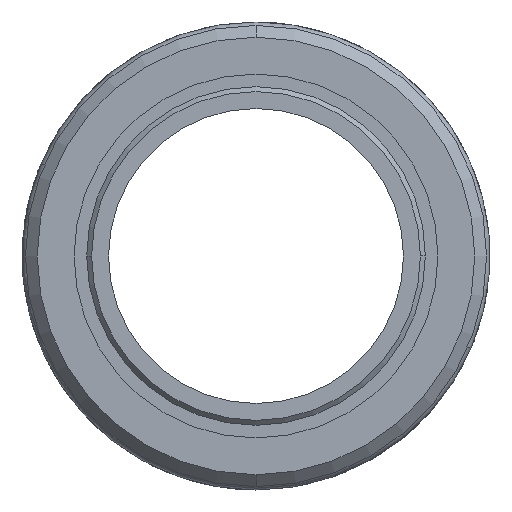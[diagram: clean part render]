
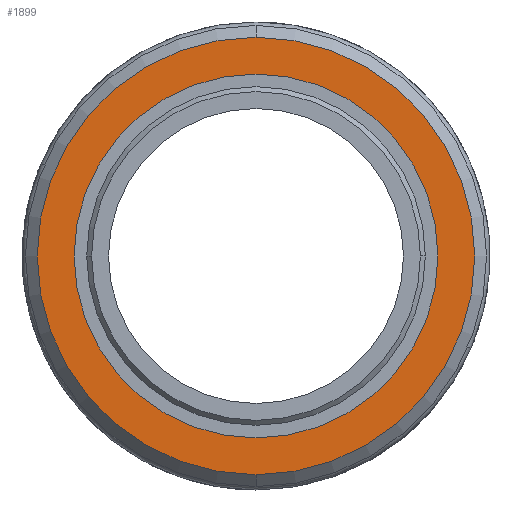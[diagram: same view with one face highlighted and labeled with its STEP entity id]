
A CAD part, front view. The second image highlights one B-rep face of the part: STEP entity #1899.
In plain terms, the highlighted planar face has unit normal (0, -1, 0).
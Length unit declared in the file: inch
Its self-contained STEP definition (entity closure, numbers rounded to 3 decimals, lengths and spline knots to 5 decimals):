
#16 = ORIENTED_EDGE ( 'NONE', *, *, #1483, .T. ) ;
#42 = CARTESIAN_POINT ( 'NONE',  ( 0., -1.5, 1.113 ) ) ;
#107 = CARTESIAN_POINT ( 'NONE',  ( 0., -1.5, -0.9255 ) ) ;
#125 = CIRCLE ( 'NONE', #392, 1.113 ) ;
#137 = DIRECTION ( 'NONE',  ( 0., 0., -1. ) ) ;
#154 = CIRCLE ( 'NONE', #186, 0.9255 ) ;
#164 = CARTESIAN_POINT ( 'NONE',  ( 0., -1.5, 0. ) ) ;
#186 = AXIS2_PLACEMENT_3D ( 'NONE', #164, #1482, #357 ) ;
#357 = DIRECTION ( 'NONE',  ( 0., 0., -1. ) ) ;
#392 = AXIS2_PLACEMENT_3D ( 'NONE', #2410, #1282, #137 ) ;
#421 = CARTESIAN_POINT ( 'NONE',  ( 0., -1.5, 0.9255 ) ) ;
#484 = DIRECTION ( 'NONE',  ( 0., 0., -1. ) ) ;
#687 = VERTEX_POINT ( 'NONE', #107 ) ;
#715 = ORIENTED_EDGE ( 'NONE', *, *, #2333, .F. ) ;
#724 = AXIS2_PLACEMENT_3D ( 'NONE', #791, #2104, #970 ) ;
#791 = CARTESIAN_POINT ( 'NONE',  ( 0., -1.5, 0. ) ) ;
#802 = ORIENTED_EDGE ( 'NONE', *, *, #2290, .F. ) ;
#970 = DIRECTION ( 'NONE',  ( 0., 0., -1. ) ) ;
#1015 = EDGE_LOOP ( 'NONE', ( #16, #1682 ) ) ;
#1100 = DIRECTION ( 'NONE',  ( 0., -1., 0. ) ) ;
#1251 = PLANE ( 'NONE',  #1916 ) ;
#1282 = DIRECTION ( 'NONE',  ( 0., -1., 0. ) ) ;
#1310 = CARTESIAN_POINT ( 'NONE',  ( 0., -1.5, -1.113 ) ) ;
#1482 = DIRECTION ( 'NONE',  ( 0., -1., 0. ) ) ;
#1483 = EDGE_CURVE ( 'NONE', #2068, #2362, #2177, .T. ) ;
#1606 = VERTEX_POINT ( 'NONE', #421 ) ;
#1618 = DIRECTION ( 'NONE',  ( 0., -1., 0. ) ) ;
#1682 = ORIENTED_EDGE ( 'NONE', *, *, #1822, .T. ) ;
#1717 = CIRCLE ( 'NONE', #1750, 0.9255 ) ;
#1750 = AXIS2_PLACEMENT_3D ( 'NONE', #2236, #1100, #2428 ) ;
#1822 = EDGE_CURVE ( 'NONE', #2362, #2068, #125, .T. ) ;
#1899 = ADVANCED_FACE ( 'NONE', ( #2457, #1943 ), #1251, .T. ) ;
#1916 = AXIS2_PLACEMENT_3D ( 'NONE', #2197, #1618, #484 ) ;
#1943 = FACE_BOUND ( 'NONE', #2007, .T. ) ;
#2007 = EDGE_LOOP ( 'NONE', ( #802, #715 ) ) ;
#2068 = VERTEX_POINT ( 'NONE', #42 ) ;
#2104 = DIRECTION ( 'NONE',  ( 0., -1., 0. ) ) ;
#2177 = CIRCLE ( 'NONE', #724, 1.113 ) ;
#2197 = CARTESIAN_POINT ( 'NONE',  ( 1.113, -1.5, 0. ) ) ;
#2236 = CARTESIAN_POINT ( 'NONE',  ( 0., -1.5, 0. ) ) ;
#2290 = EDGE_CURVE ( 'NONE', #687, #1606, #1717, .T. ) ;
#2333 = EDGE_CURVE ( 'NONE', #1606, #687, #154, .T. ) ;
#2362 = VERTEX_POINT ( 'NONE', #1310 ) ;
#2410 = CARTESIAN_POINT ( 'NONE',  ( 0., -1.5, 0. ) ) ;
#2428 = DIRECTION ( 'NONE',  ( 0., 0., -1. ) ) ;
#2457 = FACE_OUTER_BOUND ( 'NONE', #1015, .T. ) ;
